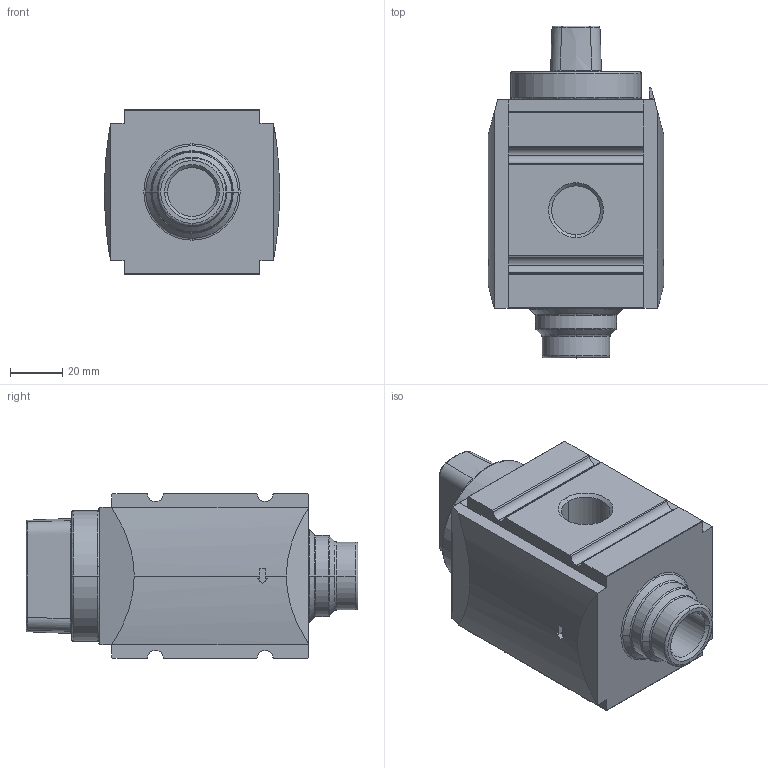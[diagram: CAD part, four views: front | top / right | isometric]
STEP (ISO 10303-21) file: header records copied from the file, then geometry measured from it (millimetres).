
FILE_DESCRIPTION(('STEP AP214'),'1');
FILE_NAME('vanne_kbam-212.stp','2014-11-14T09:59:08',('TraceParts'),('TraceParts S.A.'),'XStep 1.0',' ',' ');
FILE_SCHEMA(('automotive_design'));
Length unit declared in the file: millimetre
Products named in the file (1): 1
Bounding box: 67 x 127 x 63 mm (x, y, z)
Volume: 321916.6 mm3; surface area: 45262.4 mm2
Topology: 1 solids, 1 shells, 738 faces, 1956 edges, 1252 vertices
Faces by surface type: plane 274, cylinder 236, bspline 180, cone 36, torus 12
Entity records: 50533 total; most frequent: CARTESIAN_POINT 12256, STYLED_ITEM 3930, PRESENTATION_STYLE_ASSIGNMENT 3930, COLOUR_RGB 3930, ORIENTED_EDGE 3878, DIRECTION 2652, EDGE_CURVE 1939, CURVE_STYLE 1939
